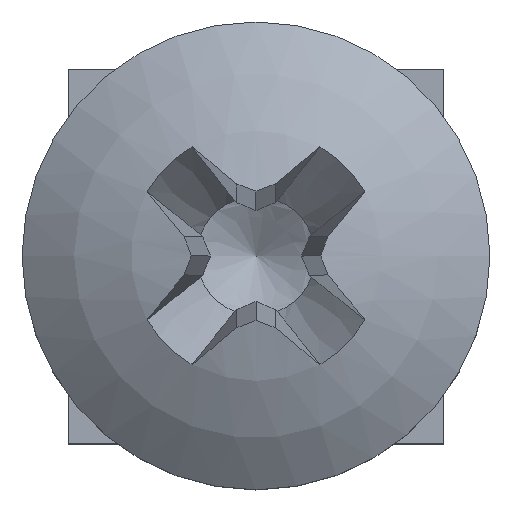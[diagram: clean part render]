
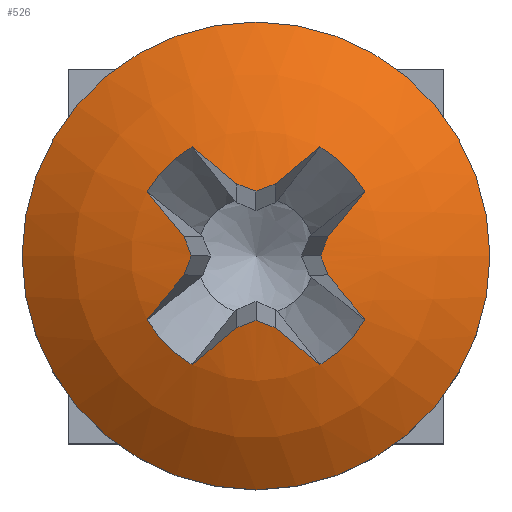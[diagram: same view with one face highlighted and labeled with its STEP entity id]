
A CAD part, top view. The second image highlights one B-rep face of the part: STEP entity #526.
In plain terms, the highlighted spherical face has radius 4 mm.
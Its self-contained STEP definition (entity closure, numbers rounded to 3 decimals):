
#447 = EDGE_CURVE('',#448,#448,#450,.T.);
#448 = VERTEX_POINT('',#449);
#449 = CARTESIAN_POINT('',(2.5,0.,8.222));
#450 = CIRCLE('',#451,2.5);
#451 = AXIS2_PLACEMENT_3D('',#452,#453,#454);
#452 = CARTESIAN_POINT('',(0.,0.,8.222));
#453 = DIRECTION('',(0.,0.,1.));
#454 = DIRECTION('',(1.,0.,0.));
#526 = ADVANCED_FACE('',(#527),#718,.T.);
#527 = FACE_BOUND('',#528,.F.);
#528 = EDGE_LOOP('',(#529,#540,#547,#548,#549,#558,#567,#576,#585,#594,
    #603,#612,#621,#630,#639,#648,#657,#666,#675,#684,#693,#702,#711));
#529 = ORIENTED_EDGE('',*,*,#530,.T.);
#530 = EDGE_CURVE('',#531,#533,#535,.T.);
#531 = VERTEX_POINT('',#532);
#532 = CARTESIAN_POINT('',(0.768,-0.205,9.02));
#533 = VERTEX_POINT('',#534);
#534 = CARTESIAN_POINT('',(0.692,0.,9.04));
#535 = CIRCLE('',#536,3.995);
#536 = AXIS2_PLACEMENT_3D('',#537,#538,#539);
#537 = CARTESIAN_POINT('',(0.18,0.068,
    5.078));
#538 = DIRECTION('',(-0.928,-0.354,0.114));
#539 = DIRECTION('',(0.356,-0.934,0.));
#540 = ORIENTED_EDGE('',*,*,#541,.T.);
#541 = EDGE_CURVE('',#533,#448,#542,.T.);
#542 = CIRCLE('',#543,4.);
#543 = AXIS2_PLACEMENT_3D('',#544,#545,#546);
#544 = CARTESIAN_POINT('',(0.,0.,5.1));
#545 = DIRECTION('',(-0.,1.,0.));
#546 = DIRECTION('',(0.,0.,1.));
#547 = ORIENTED_EDGE('',*,*,#447,.F.);
#548 = ORIENTED_EDGE('',*,*,#541,.F.);
#549 = ORIENTED_EDGE('',*,*,#550,.T.);
#550 = EDGE_CURVE('',#533,#551,#553,.T.);
#551 = VERTEX_POINT('',#552);
#552 = CARTESIAN_POINT('',(0.768,0.205,9.02));
#553 = CIRCLE('',#554,3.995);
#554 = AXIS2_PLACEMENT_3D('',#555,#556,#557);
#555 = CARTESIAN_POINT('',(0.18,-0.068,
    5.078));
#556 = DIRECTION('',(-0.928,0.354,0.114));
#557 = DIRECTION('',(-0.356,-0.934,0.));
#558 = ORIENTED_EDGE('',*,*,#559,.T.);
#559 = EDGE_CURVE('',#551,#560,#562,.T.);
#560 = VERTEX_POINT('',#561);
#561 = CARTESIAN_POINT('',(1.164,0.684,8.865)
  );
#562 = CIRCLE('',#563,3.999);
#563 = AXIS2_PLACEMENT_3D('',#564,#565,#566);
#564 = CARTESIAN_POINT('',(0.062,-0.053,
    5.092));
#565 = DIRECTION('',(-0.752,0.652,0.092)
  );
#566 = DIRECTION('',(-0.655,-0.755,0.));
#567 = ORIENTED_EDGE('',*,*,#568,.F.);
#568 = EDGE_CURVE('',#569,#560,#571,.T.);
#569 = VERTEX_POINT('',#570);
#570 = CARTESIAN_POINT('',(0.684,1.164,8.865)
  );
#571 = CIRCLE('',#572,1.35);
#572 = AXIS2_PLACEMENT_3D('',#573,#574,#575);
#573 = CARTESIAN_POINT('',(0.,0.,8.865));
#574 = DIRECTION('',(0.,-0.,-1.));
#575 = DIRECTION('',(1.,0.,0.));
#576 = ORIENTED_EDGE('',*,*,#577,.T.);
#577 = EDGE_CURVE('',#569,#578,#580,.T.);
#578 = VERTEX_POINT('',#579);
#579 = CARTESIAN_POINT('',(0.205,0.768,9.02));
#580 = CIRCLE('',#581,3.999);
#581 = AXIS2_PLACEMENT_3D('',#582,#583,#584);
#582 = CARTESIAN_POINT('',(-0.053,0.062,
    5.092));
#583 = DIRECTION('',(0.652,-0.752,0.092)
  );
#584 = DIRECTION('',(0.755,0.655,0.));
#585 = ORIENTED_EDGE('',*,*,#586,.T.);
#586 = EDGE_CURVE('',#578,#587,#589,.T.);
#587 = VERTEX_POINT('',#588);
#588 = CARTESIAN_POINT('',(0.,0.692,
    9.04));
#589 = CIRCLE('',#590,3.995);
#590 = AXIS2_PLACEMENT_3D('',#591,#592,#593);
#591 = CARTESIAN_POINT('',(-0.068,0.18,
    5.078));
#592 = DIRECTION('',(0.354,-0.928,0.114));
#593 = DIRECTION('',(0.934,0.356,0.)
  );
#594 = ORIENTED_EDGE('',*,*,#595,.T.);
#595 = EDGE_CURVE('',#587,#596,#598,.T.);
#596 = VERTEX_POINT('',#597);
#597 = CARTESIAN_POINT('',(-0.205,0.768,9.02));
#598 = CIRCLE('',#599,3.995);
#599 = AXIS2_PLACEMENT_3D('',#600,#601,#602);
#600 = CARTESIAN_POINT('',(0.068,0.18,
    5.078));
#601 = DIRECTION('',(-0.354,-0.928,0.114));
#602 = DIRECTION('',(0.934,-0.356,0.));
#603 = ORIENTED_EDGE('',*,*,#604,.T.);
#604 = EDGE_CURVE('',#596,#605,#607,.T.);
#605 = VERTEX_POINT('',#606);
#606 = CARTESIAN_POINT('',(-0.684,1.164,8.865
    ));
#607 = CIRCLE('',#608,3.999);
#608 = AXIS2_PLACEMENT_3D('',#609,#610,#611);
#609 = CARTESIAN_POINT('',(0.053,0.062,
    5.092));
#610 = DIRECTION('',(-0.652,-0.752,0.092)
  );
#611 = DIRECTION('',(0.755,-0.655,0.)
  );
#612 = ORIENTED_EDGE('',*,*,#613,.F.);
#613 = EDGE_CURVE('',#614,#605,#616,.T.);
#614 = VERTEX_POINT('',#615);
#615 = CARTESIAN_POINT('',(-1.164,0.684,8.865
    ));
#616 = CIRCLE('',#617,1.35);
#617 = AXIS2_PLACEMENT_3D('',#618,#619,#620);
#618 = CARTESIAN_POINT('',(0.,0.,8.865));
#619 = DIRECTION('',(0.,-0.,-1.));
#620 = DIRECTION('',(1.,0.,0.));
#621 = ORIENTED_EDGE('',*,*,#622,.T.);
#622 = EDGE_CURVE('',#614,#623,#625,.T.);
#623 = VERTEX_POINT('',#624);
#624 = CARTESIAN_POINT('',(-0.768,0.205,9.02));
#625 = CIRCLE('',#626,3.999);
#626 = AXIS2_PLACEMENT_3D('',#627,#628,#629);
#627 = CARTESIAN_POINT('',(-0.062,-0.053,
    5.092));
#628 = DIRECTION('',(0.752,0.652,0.092));
#629 = DIRECTION('',(-0.655,0.755,0.));
#630 = ORIENTED_EDGE('',*,*,#631,.T.);
#631 = EDGE_CURVE('',#623,#632,#634,.T.);
#632 = VERTEX_POINT('',#633);
#633 = CARTESIAN_POINT('',(-0.692,0.,
    9.04));
#634 = CIRCLE('',#635,3.995);
#635 = AXIS2_PLACEMENT_3D('',#636,#637,#638);
#636 = CARTESIAN_POINT('',(-0.18,-0.068,
    5.078));
#637 = DIRECTION('',(0.928,0.354,0.114));
#638 = DIRECTION('',(-0.356,0.934,0.)
  );
#639 = ORIENTED_EDGE('',*,*,#640,.T.);
#640 = EDGE_CURVE('',#632,#641,#643,.T.);
#641 = VERTEX_POINT('',#642);
#642 = CARTESIAN_POINT('',(-0.768,-0.205,9.02));
#643 = CIRCLE('',#644,3.995);
#644 = AXIS2_PLACEMENT_3D('',#645,#646,#647);
#645 = CARTESIAN_POINT('',(-0.18,0.068,
    5.078));
#646 = DIRECTION('',(0.928,-0.354,0.114));
#647 = DIRECTION('',(0.356,0.934,0.));
#648 = ORIENTED_EDGE('',*,*,#649,.T.);
#649 = EDGE_CURVE('',#641,#650,#652,.T.);
#650 = VERTEX_POINT('',#651);
#651 = CARTESIAN_POINT('',(-1.164,-0.684,
    8.865));
#652 = CIRCLE('',#653,3.999);
#653 = AXIS2_PLACEMENT_3D('',#654,#655,#656);
#654 = CARTESIAN_POINT('',(-0.062,0.053,
    5.092));
#655 = DIRECTION('',(0.752,-0.652,0.092)
  );
#656 = DIRECTION('',(0.655,0.755,0.)
  );
#657 = ORIENTED_EDGE('',*,*,#658,.F.);
#658 = EDGE_CURVE('',#659,#650,#661,.T.);
#659 = VERTEX_POINT('',#660);
#660 = CARTESIAN_POINT('',(-0.684,-1.164,
    8.865));
#661 = CIRCLE('',#662,1.35);
#662 = AXIS2_PLACEMENT_3D('',#663,#664,#665);
#663 = CARTESIAN_POINT('',(0.,0.,8.865));
#664 = DIRECTION('',(0.,-0.,-1.));
#665 = DIRECTION('',(1.,0.,0.));
#666 = ORIENTED_EDGE('',*,*,#667,.T.);
#667 = EDGE_CURVE('',#659,#668,#670,.T.);
#668 = VERTEX_POINT('',#669);
#669 = CARTESIAN_POINT('',(-0.205,-0.768,9.02));
#670 = CIRCLE('',#671,3.999);
#671 = AXIS2_PLACEMENT_3D('',#672,#673,#674);
#672 = CARTESIAN_POINT('',(0.053,-0.062,
    5.092));
#673 = DIRECTION('',(-0.652,0.752,0.092)
  );
#674 = DIRECTION('',(-0.755,-0.655,0.));
#675 = ORIENTED_EDGE('',*,*,#676,.T.);
#676 = EDGE_CURVE('',#668,#677,#679,.T.);
#677 = VERTEX_POINT('',#678);
#678 = CARTESIAN_POINT('',(0.,-0.692,
    9.04));
#679 = CIRCLE('',#680,3.995);
#680 = AXIS2_PLACEMENT_3D('',#681,#682,#683);
#681 = CARTESIAN_POINT('',(0.068,-0.18,
    5.078));
#682 = DIRECTION('',(-0.354,0.928,0.114));
#683 = DIRECTION('',(-0.934,-0.356,0.));
#684 = ORIENTED_EDGE('',*,*,#685,.T.);
#685 = EDGE_CURVE('',#677,#686,#688,.T.);
#686 = VERTEX_POINT('',#687);
#687 = CARTESIAN_POINT('',(0.205,-0.768,9.02));
#688 = CIRCLE('',#689,3.995);
#689 = AXIS2_PLACEMENT_3D('',#690,#691,#692);
#690 = CARTESIAN_POINT('',(-0.068,-0.18,
    5.078));
#691 = DIRECTION('',(0.354,0.928,0.114));
#692 = DIRECTION('',(-0.934,0.356,0.));
#693 = ORIENTED_EDGE('',*,*,#694,.T.);
#694 = EDGE_CURVE('',#686,#695,#697,.T.);
#695 = VERTEX_POINT('',#696);
#696 = CARTESIAN_POINT('',(0.684,-1.164,8.865
    ));
#697 = CIRCLE('',#698,3.999);
#698 = AXIS2_PLACEMENT_3D('',#699,#700,#701);
#699 = CARTESIAN_POINT('',(-0.053,-0.062,
    5.092));
#700 = DIRECTION('',(0.652,0.752,0.092));
#701 = DIRECTION('',(-0.755,0.655,0.));
#702 = ORIENTED_EDGE('',*,*,#703,.F.);
#703 = EDGE_CURVE('',#704,#695,#706,.T.);
#704 = VERTEX_POINT('',#705);
#705 = CARTESIAN_POINT('',(1.164,-0.684,8.865
    ));
#706 = CIRCLE('',#707,1.35);
#707 = AXIS2_PLACEMENT_3D('',#708,#709,#710);
#708 = CARTESIAN_POINT('',(0.,0.,8.865));
#709 = DIRECTION('',(0.,-0.,-1.));
#710 = DIRECTION('',(1.,0.,0.));
#711 = ORIENTED_EDGE('',*,*,#712,.T.);
#712 = EDGE_CURVE('',#704,#531,#713,.T.);
#713 = CIRCLE('',#714,3.999);
#714 = AXIS2_PLACEMENT_3D('',#715,#716,#717);
#715 = CARTESIAN_POINT('',(0.062,0.053,
    5.092));
#716 = DIRECTION('',(-0.752,-0.652,0.092)
  );
#717 = DIRECTION('',(0.655,-0.755,0.));
#718 = SPHERICAL_SURFACE('',#719,4.);
#719 = AXIS2_PLACEMENT_3D('',#720,#721,#722);
#720 = CARTESIAN_POINT('',(0.,0.,5.1));
#721 = DIRECTION('',(-0.,-0.,-1.));
#722 = DIRECTION('',(1.,0.,0.));
